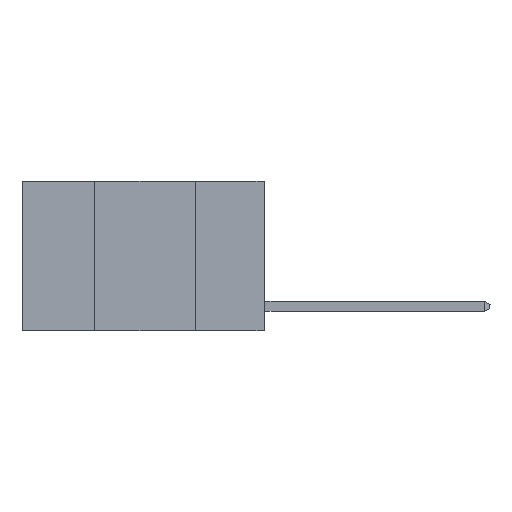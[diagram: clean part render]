
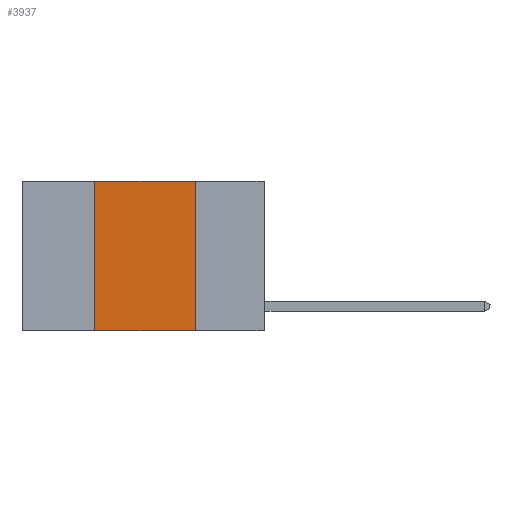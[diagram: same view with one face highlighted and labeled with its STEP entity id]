
A CAD part, left-side view. The second image highlights one B-rep face of the part: STEP entity #3937.
In plain terms, the highlighted planar face has unit normal (-1, 0, 0).
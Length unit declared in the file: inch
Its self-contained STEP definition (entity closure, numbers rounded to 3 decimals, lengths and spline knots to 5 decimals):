
#25 = EDGE_CURVE ( 'NONE', #9399, #5695, #2764, .T. ) ;
#654 = EDGE_CURVE ( 'NONE', #1131, #2374, #7972, .T. ) ;
#736 = VECTOR ( 'NONE', #4054, 39.37008 ) ;
#768 = CARTESIAN_POINT ( 'NONE',  ( 0., 0.42, 0. ) ) ;
#870 = ORIENTED_EDGE ( 'NONE', *, *, #5996, .F. ) ;
#960 = ORIENTED_EDGE ( 'NONE', *, *, #25, .F. ) ;
#968 = ORIENTED_EDGE ( 'NONE', *, *, #654, .F. ) ;
#979 = ORIENTED_EDGE ( 'NONE', *, *, #1176, .T. ) ;
#1131 = VERTEX_POINT ( 'NONE', #7534 ) ;
#1176 = EDGE_CURVE ( 'NONE', #1131, #5695, #7520, .T. ) ;
#1363 = CARTESIAN_POINT ( 'NONE',  ( 0., 0.17, 0. ) ) ;
#1470 = DIRECTION ( 'NONE',  ( 0., -1., 0. ) ) ;
#2143 = CARTESIAN_POINT ( 'NONE',  ( 0., 0.6, 0. ) ) ;
#2374 = VERTEX_POINT ( 'NONE', #768 ) ;
#2563 = LINE ( 'NONE', #6183, #6125 ) ;
#2764 = LINE ( 'NONE', #9565, #736 ) ;
#3068 = CARTESIAN_POINT ( 'NONE',  ( 0., 0.42, 0. ) ) ;
#3176 = DIRECTION ( 'NONE',  ( 0., -1., 0. ) ) ;
#3937 = ADVANCED_FACE ( 'NONE', ( #8781 ), #5927, .F. ) ;
#4054 = DIRECTION ( 'NONE',  ( 0., 0., -1. ) ) ;
#4114 = AXIS2_PLACEMENT_3D ( 'NONE', #2143, #8865, #4467 ) ;
#4467 = DIRECTION ( 'NONE',  ( 0., 0., -1. ) ) ;
#5519 = VECTOR ( 'NONE', #1470, 39.37008 ) ;
#5695 = VERTEX_POINT ( 'NONE', #8131 ) ;
#5880 = EDGE_LOOP ( 'NONE', ( #960, #870, #968, #979 ) ) ;
#5927 = PLANE ( 'NONE',  #4114 ) ;
#5996 = EDGE_CURVE ( 'NONE', #2374, #9399, #2563, .T. ) ;
#6125 = VECTOR ( 'NONE', #3176, 39.37008 ) ;
#6183 = CARTESIAN_POINT ( 'NONE',  ( 0., 0.6, 0. ) ) ;
#7520 = LINE ( 'NONE', #8179, #5519 ) ;
#7534 = CARTESIAN_POINT ( 'NONE',  ( 0., 0.42, -0.37 ) ) ;
#7742 = VECTOR ( 'NONE', #8499, 39.37008 ) ;
#7972 = LINE ( 'NONE', #3068, #7742 ) ;
#8131 = CARTESIAN_POINT ( 'NONE',  ( 0., 0.17, -0.37 ) ) ;
#8179 = CARTESIAN_POINT ( 'NONE',  ( 0., 0.6, -0.37 ) ) ;
#8499 = DIRECTION ( 'NONE',  ( 0., 0., 1. ) ) ;
#8781 = FACE_OUTER_BOUND ( 'NONE', #5880, .T. ) ;
#8865 = DIRECTION ( 'NONE',  ( 1., 0., 0. ) ) ;
#9399 = VERTEX_POINT ( 'NONE', #1363 ) ;
#9565 = CARTESIAN_POINT ( 'NONE',  ( 0., 0.17, 0. ) ) ;
